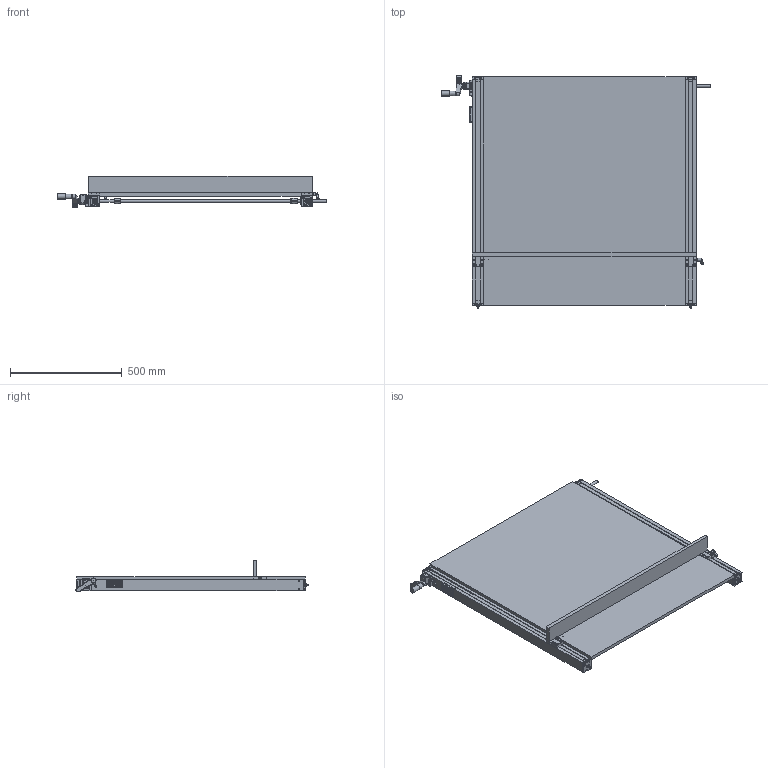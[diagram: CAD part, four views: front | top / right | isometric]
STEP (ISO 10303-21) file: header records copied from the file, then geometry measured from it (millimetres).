
FILE_DESCRIPTION(/* description */ ('Unknown'),/* implementation_level */ '2;1');
FILE_NAME(/* name */ 'A-0000211-Zahnriemenachse-50-Portal-Anschlag-dy',/* time_stamp */ '2020-05-25T09:56:49+02:00',/* author */ ('Unknown'),/* organization */ ('Unknown'),/* preprocessor_version */ 'ST-DEVELOPER v16.7',/* originating_system */ 'Solid Edge',/* authorisation */ 'Unknown');
FILE_SCHEMA (('AUTOMOTIVE_DESIGN {1 0 10303 214 3 1 1}'));
Products named in the file (14): A-0000211-Zahnriemenachse-50-Portal-Anschlag-dy; Zahnriemenantrieb50-1Schlitten-MB-dy; Profil-50-Zahnriemenantrieb-01-dy; A-0000107-Umlenkung50-HTD5-Z16-dy; Zahnriemen-01-HTD5MxB15; A-0000007-Antrieb-Zahnriemen-dy; A-0000150-Schlitten50-Zahnriemen-dy; A-0000098-Deckel50-geschraubt-dy; A-0000126-Wellenklemmung50-dy; A-0000096-Siko-Kurbel-dy; Drehmomentwelle-D12-03lg-dy; Anschlag-ZV; Tischplatte; Digitalanzeige_MA504_EG_L-Anzeige
Assembly tree (14 placements, depth 3):
  A-0000211-Zahnriemenachse-50-Portal-Anschlag-dy
    Zahnriemenantrieb50-1Schlitten-MB-dy  x2
      Profil-50-Zahnriemenantrieb-01-dy
      A-0000107-Umlenkung50-HTD5-Z16-dy
      Zahnriemen-01-HTD5MxB15
      A-0000007-Antrieb-Zahnriemen-dy
      A-0000150-Schlitten50-Zahnriemen-dy
      A-0000098-Deckel50-geschraubt-dy
    A-0000126-Wellenklemmung50-dy
    A-0000096-Siko-Kurbel-dy
    Drehmomentwelle-D12-03lg-dy
    Anschlag-ZV
    Tischplatte
    Digitalanzeige_MA504_EG_L-Anzeige
Bounding box: 1205.34 x 1036.23 x 142.69 mm (x, y, z)
Volume: 18352350.6 mm3; surface area: 3197062.8 mm2
Topology: 34 solids, 46 shells, 5605 faces, 14210 edges, 9203 vertices
Faces by surface type: plane 3872, cylinder 1329, cone 228, torus 79, bspline 78, sphere 19
Full cylindrical faces by diameter (mm): 0.8 x1, 1.5 x4, 1.8 x8, 2.997 x2, 3 x4, 3.197 x4, 3.2 x4, 4 x5, 4.1 x4, 4.134 x2, 4.2 x8, 4.5 x3, 4.917 x88, 4.995 x6, 5 x16, 5.295 x4, 5.3 x2, 5.495 x4, 5.5 x6, 5.794 x4, 5.8 x4, 5.994 x8, 6 x5, 6.194 x2, 6.2 x2, 6.3 x1, 6.394 x4, 6.4 x4, 6.5 x1, 7 x2
Entity records: 115250 total; most frequent: CARTESIAN_POINT 20903, ORIENTED_EDGE 15848, DIRECTION 15769, EDGE_CURVE 7924, LINE 5847, VECTOR 5847, VERTEX_POINT 5305, AXIS2_PLACEMENT_3D 4961
